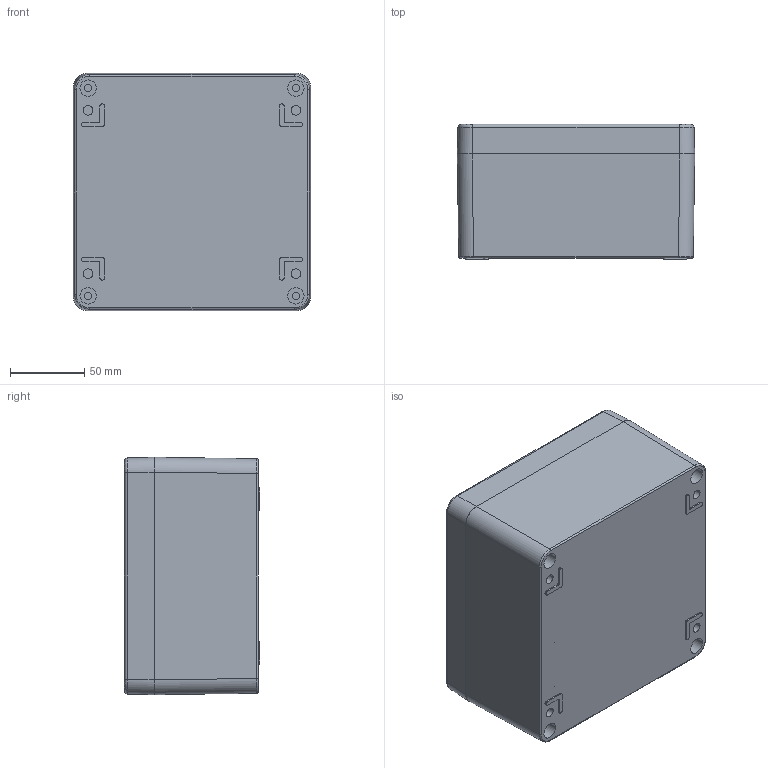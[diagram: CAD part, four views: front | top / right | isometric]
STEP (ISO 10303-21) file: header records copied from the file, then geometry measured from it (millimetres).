
FILE_DESCRIPTION((''),'2;1');
FILE_NAME('CA-280_ASM','2010-04-13T',('M.Fehring'),(''),'PRO/ENGINEER BY PARAMETRIC TECHNOLOGY CORPORATION, 2005070','PRO/ENGINEER BY PARAMETRIC TECHNOLOGY CORPORATION, 2005070','');
FILE_SCHEMA(('AUTOMOTIVE_DESIGN_CC2 { 1 2 10303 214 -1 1 5 2 }'));
Length unit declared in the file: millimetre
Products named in the file (8): CA-280_UT_PRT; 9261018000; CA-280_UT_ASM; CA-270_CA-280_DE_PRT; 9261104000; CA-270_CA-280_DE_ASM; 9261021000; CA-280_ASM
Assembly tree (13 placements, depth 3):
  CA-280_ASM
    CA-280_UT_ASM
      CA-280_UT_PRT
      9261018000  x4
    CA-270_CA-280_DE_ASM
      CA-270_CA-280_DE_PRT
      9261104000
    9261021000  x4
Bounding box: 160 x 91 x 160 mm (x, y, z)
Volume: 553287.3 mm3; surface area: 237670.6 mm2
Topology: 16 solids, 16 shells, 909 faces, 2430 edges, 1554 vertices
Faces by surface type: plane 431, cylinder 273, cone 155, bspline 27, torus 23
Entity records: 23484 total; most frequent: CARTESIAN_POINT 5795, ORIENTED_EDGE 2796, DIRECTION 2732, PRESENTATION_STYLE_ASSIGNMENT 1404, STYLED_ITEM 1404, CURVE_STYLE 1398, EDGE_CURVE 1398, AXIS2_PLACEMENT_3D 996
